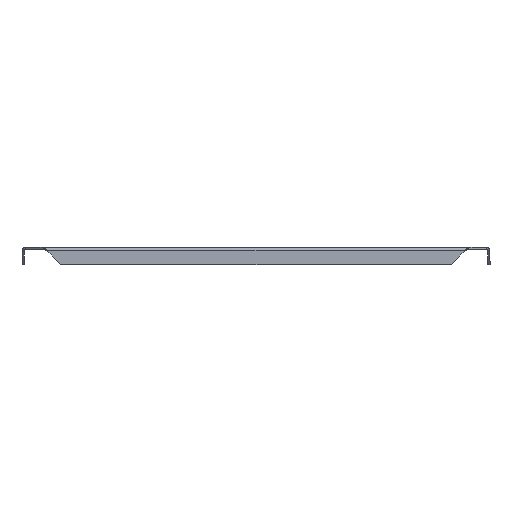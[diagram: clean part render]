
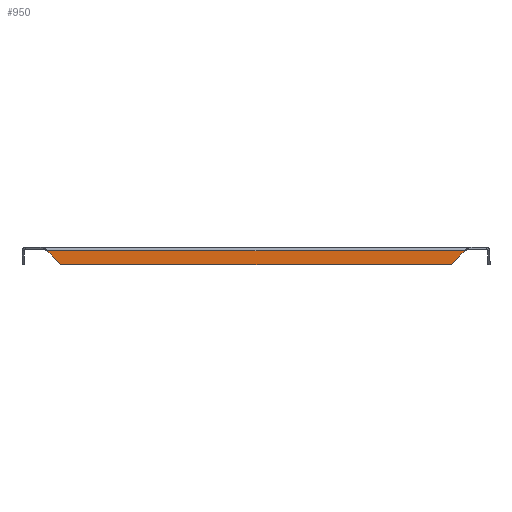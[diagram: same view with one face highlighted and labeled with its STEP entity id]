
A CAD part, front view. The second image highlights one B-rep face of the part: STEP entity #950.
In plain terms, the highlighted planar face has unit normal (0, -1, 0).
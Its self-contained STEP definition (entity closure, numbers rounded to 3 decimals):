
#11 = CARTESIAN_POINT ( 'NONE',  ( 0., 0., 0. ) ) ;
#100 = VERTEX_POINT ( 'NONE', #419 ) ;
#162 = EDGE_CURVE ( 'NONE', #198, #100, #2365, .T. ) ;
#171 = DIRECTION ( 'NONE',  ( -0.707, 0., -0.707 ) ) ;
#198 = VERTEX_POINT ( 'NONE', #1632 ) ;
#216 = LINE ( 'NONE', #2136, #1622 ) ;
#228 = CARTESIAN_POINT ( 'NONE',  ( 349., 0., -12.9 ) ) ;
#334 = EDGE_CURVE ( 'NONE', #876, #198, #1125, .T. ) ;
#419 = CARTESIAN_POINT ( 'NONE',  ( 28.9, 0., -12.9 ) ) ;
#551 = DIRECTION ( 'NONE',  ( 0., 0., 1. ) ) ;
#598 = VECTOR ( 'NONE', #171, 1000. ) ;
#625 = DIRECTION ( 'NONE',  ( -0.707, 0., 0.707 ) ) ;
#730 = ORIENTED_EDGE ( 'NONE', *, *, #1316, .F. ) ;
#819 = DIRECTION ( 'NONE',  ( 1., 0., 0. ) ) ;
#876 = VERTEX_POINT ( 'NONE', #1807 ) ;
#950 = ADVANCED_FACE ( 'NONE', ( #1722 ), #1124, .F. ) ;
#958 = VERTEX_POINT ( 'NONE', #1152 ) ;
#1007 = AXIS2_PLACEMENT_3D ( 'NONE', #11, #1685, #551 ) ;
#1017 = DIRECTION ( 'NONE',  ( -1., 0., 0. ) ) ;
#1124 = PLANE ( 'NONE',  #1007 ) ;
#1125 = LINE ( 'NONE', #1329, #598 ) ;
#1152 = CARTESIAN_POINT ( 'NONE',  ( 18.5, 0., -2.5 ) ) ;
#1316 = EDGE_CURVE ( 'NONE', #100, #958, #216, .T. ) ;
#1329 = CARTESIAN_POINT ( 'NONE',  ( 359.649, 0., 26.649 ) ) ;
#1527 = VECTOR ( 'NONE', #819, 1000. ) ;
#1622 = VECTOR ( 'NONE', #625, 1000. ) ;
#1632 = CARTESIAN_POINT ( 'NONE',  ( 320.1, 0., -12.9 ) ) ;
#1685 = DIRECTION ( 'NONE',  ( 0., 1., 0. ) ) ;
#1700 = ORIENTED_EDGE ( 'NONE', *, *, #1944, .F. ) ;
#1722 = FACE_OUTER_BOUND ( 'NONE', #2380, .T. ) ;
#1807 = CARTESIAN_POINT ( 'NONE',  ( 330.5, 0., -2.5 ) ) ;
#1870 = VECTOR ( 'NONE', #1017, 1000. ) ;
#1944 = EDGE_CURVE ( 'NONE', #958, #876, #2352, .T. ) ;
#1971 = CARTESIAN_POINT ( 'NONE',  ( 349., 0., -2.5 ) ) ;
#2136 = CARTESIAN_POINT ( 'NONE',  ( -10.649, 0., 26.649 ) ) ;
#2299 = ORIENTED_EDGE ( 'NONE', *, *, #162, .F. ) ;
#2305 = ORIENTED_EDGE ( 'NONE', *, *, #334, .F. ) ;
#2352 = LINE ( 'NONE', #1971, #1527 ) ;
#2365 = LINE ( 'NONE', #228, #1870 ) ;
#2380 = EDGE_LOOP ( 'NONE', ( #2305, #1700, #730, #2299 ) ) ;
